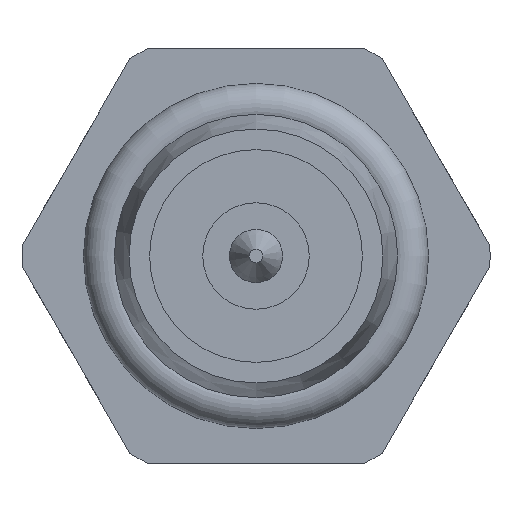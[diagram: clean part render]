
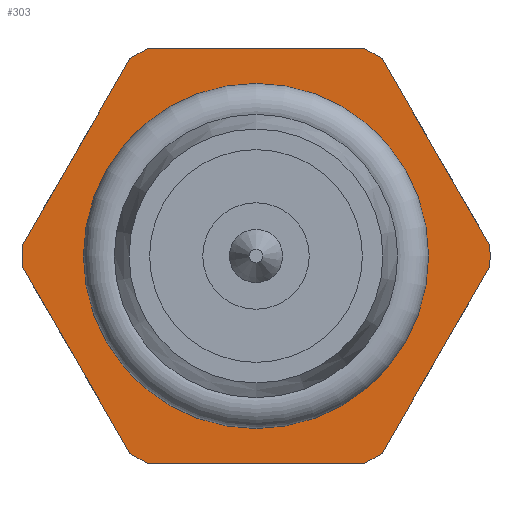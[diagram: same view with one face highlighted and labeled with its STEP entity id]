
A CAD part, left-side view. The second image highlights one B-rep face of the part: STEP entity #303.
In plain terms, the highlighted planar face has unit normal (-1, 0, 0).
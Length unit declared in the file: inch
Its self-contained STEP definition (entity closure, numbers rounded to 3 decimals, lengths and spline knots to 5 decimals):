
#9 = VECTOR ( 'NONE', #1419, 39.37008 ) ;
#10 = ORIENTED_EDGE ( 'NONE', *, *, #2344, .T. ) ;
#26 = CARTESIAN_POINT ( 'NONE',  ( 0.44742, 0.09483, -0.14825 ) ) ;
#71 = EDGE_CURVE ( 'NONE', #292, #202, #440, .T. ) ;
#116 = VERTEX_POINT ( 'NONE', #1031 ) ;
#124 = AXIS2_PLACEMENT_3D ( 'NONE', #180, #1313, #552 ) ;
#127 = CARTESIAN_POINT ( 'NONE',  ( 0.44742, 0.17598, 0.15625 ) ) ;
#129 = ORIENTED_EDGE ( 'NONE', *, *, #1208, .F. ) ;
#139 = CARTESIAN_POINT ( 'NONE',  ( 0.44742, -0.09483, -0.14825 ) ) ;
#146 = LINE ( 'NONE', #315, #1706 ) ;
#180 = CARTESIAN_POINT ( 'NONE',  ( 0.44742, 0., 0. ) ) ;
#189 = DIRECTION ( 'NONE',  ( -1., 0., 0. ) ) ;
#199 = VECTOR ( 'NONE', #742, 39.37008 ) ;
#201 = CIRCLE ( 'NONE', #1596, 0.17598 ) ;
#202 = VERTEX_POINT ( 'NONE', #139 ) ;
#219 = VERTEX_POINT ( 'NONE', #2080 ) ;
#292 = VERTEX_POINT ( 'NONE', #1716 ) ;
#295 = VERTEX_POINT ( 'NONE', #2322 ) ;
#303 = ADVANCED_FACE ( 'NONE', ( #1911, #1543 ), #800, .F. ) ;
#315 = CARTESIAN_POINT ( 'NONE',  ( 0.44742, 0.17931, -0.00192 ) ) ;
#335 = VERTEX_POINT ( 'NONE', #442 ) ;
#340 = LINE ( 'NONE', #2439, #199 ) ;
#379 = ORIENTED_EDGE ( 'NONE', *, *, #2202, .T. ) ;
#385 = ORIENTED_EDGE ( 'NONE', *, *, #1709, .F. ) ;
#409 = CARTESIAN_POINT ( 'NONE',  ( 0.44742, 0., 0. ) ) ;
#429 = CARTESIAN_POINT ( 'NONE',  ( 0.44742, 0.09483, 0.14825 ) ) ;
#431 = VERTEX_POINT ( 'NONE', #429 ) ;
#440 = CIRCLE ( 'NONE', #2135, 0.17598 ) ;
#442 = CARTESIAN_POINT ( 'NONE',  ( 0.44742, 0.08097, 0.15625 ) ) ;
#448 = VECTOR ( 'NONE', #1433, 39.37008 ) ;
#477 = DIRECTION ( 'NONE',  ( -1., 0., 0. ) ) ;
#479 = DIRECTION ( 'NONE',  ( 0., 0., 1. ) ) ;
#485 = AXIS2_PLACEMENT_3D ( 'NONE', #2207, #531, #1111 ) ;
#523 = CIRCLE ( 'NONE', #796, 0.17598 ) ;
#531 = DIRECTION ( 'NONE',  ( -1., 0., 0. ) ) ;
#549 = EDGE_CURVE ( 'NONE', #2037, #202, #702, .T. ) ;
#552 = DIRECTION ( 'NONE',  ( 0., 0., 1. ) ) ;
#650 = CARTESIAN_POINT ( 'NONE',  ( 0.44742, 0., 0. ) ) ;
#669 = EDGE_CURVE ( 'NONE', #335, #715, #843, .T. ) ;
#682 = VERTEX_POINT ( 'NONE', #1643 ) ;
#684 = AXIS2_PLACEMENT_3D ( 'NONE', #1558, #1923, #1582 ) ;
#699 = EDGE_CURVE ( 'NONE', #682, #715, #201, .T. ) ;
#702 = LINE ( 'NONE', #1015, #448 ) ;
#710 = LINE ( 'NONE', #889, #1865 ) ;
#715 = VERTEX_POINT ( 'NONE', #1040 ) ;
#742 = DIRECTION ( 'NONE',  ( 0., 1., 0. ) ) ;
#751 = DIRECTION ( 'NONE',  ( 0., 0., 1. ) ) ;
#796 = AXIS2_PLACEMENT_3D ( 'NONE', #650, #477, #1794 ) ;
#800 = PLANE ( 'NONE',  #684 ) ;
#830 = CIRCLE ( 'NONE', #1143, 0.17598 ) ;
#842 = EDGE_CURVE ( 'NONE', #2037, #295, #830, .T. ) ;
#843 = LINE ( 'NONE', #127, #9 ) ;
#871 = VECTOR ( 'NONE', #2238, 39.37008 ) ;
#889 = CARTESIAN_POINT ( 'NONE',  ( 0.44742, -0.09132, 0.15433 ) ) ;
#941 = ORIENTED_EDGE ( 'NONE', *, *, #2390, .F. ) ;
#958 = VERTEX_POINT ( 'NONE', #1730 ) ;
#976 = VERTEX_POINT ( 'NONE', #1368 ) ;
#1015 = CARTESIAN_POINT ( 'NONE',  ( 0.44742, -0.09132, -0.15433 ) ) ;
#1031 = CARTESIAN_POINT ( 'NONE',  ( 0.44742, 0.08097, -0.15625 ) ) ;
#1040 = CARTESIAN_POINT ( 'NONE',  ( 0.44742, -0.08097, 0.15625 ) ) ;
#1101 = EDGE_LOOP ( 'NONE', ( #2148, #10, #941, #2351, #2287, #2221, #1812, #1475, #2361, #2292, #385, #379 ) ) ;
#1105 = LINE ( 'NONE', #2391, #871 ) ;
#1111 = DIRECTION ( 'NONE',  ( 0., 0., 1. ) ) ;
#1143 = AXIS2_PLACEMENT_3D ( 'NONE', #409, #189, #751 ) ;
#1182 = DIRECTION ( 'NONE',  ( -1., 0., 0. ) ) ;
#1208 = EDGE_CURVE ( 'NONE', #219, #219, #1897, .T. ) ;
#1230 = CIRCLE ( 'NONE', #485, 0.17598 ) ;
#1241 = EDGE_CURVE ( 'NONE', #335, #431, #523, .T. ) ;
#1277 = DIRECTION ( 'NONE',  ( 0., -0.5, -0.866 ) ) ;
#1313 = DIRECTION ( 'NONE',  ( -1., 0., 0. ) ) ;
#1343 = CARTESIAN_POINT ( 'NONE',  ( 0.44742, 0., 0. ) ) ;
#1344 = EDGE_CURVE ( 'NONE', #1507, #976, #146, .T. ) ;
#1357 = DIRECTION ( 'NONE',  ( 0., 0., 1. ) ) ;
#1368 = CARTESIAN_POINT ( 'NONE',  ( 0.44742, 0.1758, -0.008 ) ) ;
#1386 = AXIS2_PLACEMENT_3D ( 'NONE', #1404, #2195, #1945 ) ;
#1404 = CARTESIAN_POINT ( 'NONE',  ( 0.44742, 0., 0. ) ) ;
#1419 = DIRECTION ( 'NONE',  ( 0., -1., 0. ) ) ;
#1433 = DIRECTION ( 'NONE',  ( 0., 0.5, -0.866 ) ) ;
#1475 = ORIENTED_EDGE ( 'NONE', *, *, #699, .T. ) ;
#1507 = VERTEX_POINT ( 'NONE', #26 ) ;
#1543 = FACE_OUTER_BOUND ( 'NONE', #1101, .T. ) ;
#1558 = CARTESIAN_POINT ( 'NONE',  ( 0.44742, 0.17598, 0. ) ) ;
#1582 = DIRECTION ( 'NONE',  ( 0., 1., 0. ) ) ;
#1596 = AXIS2_PLACEMENT_3D ( 'NONE', #2359, #2168, #479 ) ;
#1641 = DIRECTION ( 'NONE',  ( 0., 0.5, 0.866 ) ) ;
#1643 = CARTESIAN_POINT ( 'NONE',  ( 0.44742, -0.09483, 0.14825 ) ) ;
#1706 = VECTOR ( 'NONE', #1641, 39.37008 ) ;
#1709 = EDGE_CURVE ( 'NONE', #958, #431, #1105, .T. ) ;
#1716 = CARTESIAN_POINT ( 'NONE',  ( 0.44742, -0.08097, -0.15625 ) ) ;
#1730 = CARTESIAN_POINT ( 'NONE',  ( 0.44742, 0.1758, 0.008 ) ) ;
#1794 = DIRECTION ( 'NONE',  ( 0., 0., 1. ) ) ;
#1812 = ORIENTED_EDGE ( 'NONE', *, *, #2354, .F. ) ;
#1815 = EDGE_LOOP ( 'NONE', ( #129 ) ) ;
#1865 = VECTOR ( 'NONE', #1277, 39.37008 ) ;
#1897 = CIRCLE ( 'NONE', #1386, 0.125 ) ;
#1911 = FACE_BOUND ( 'NONE', #1815, .T. ) ;
#1923 = DIRECTION ( 'NONE',  ( 1., 0., 0. ) ) ;
#1945 = DIRECTION ( 'NONE',  ( 0., 0., 1. ) ) ;
#2037 = VERTEX_POINT ( 'NONE', #2196 ) ;
#2080 = CARTESIAN_POINT ( 'NONE',  ( 0.44742, 0., 0.125 ) ) ;
#2100 = CIRCLE ( 'NONE', #124, 0.17598 ) ;
#2135 = AXIS2_PLACEMENT_3D ( 'NONE', #1343, #1182, #1357 ) ;
#2148 = ORIENTED_EDGE ( 'NONE', *, *, #1344, .F. ) ;
#2168 = DIRECTION ( 'NONE',  ( -1., 0., 0. ) ) ;
#2195 = DIRECTION ( 'NONE',  ( -1., 0., 0. ) ) ;
#2196 = CARTESIAN_POINT ( 'NONE',  ( 0.44742, -0.1758, -0.008 ) ) ;
#2202 = EDGE_CURVE ( 'NONE', #958, #976, #2100, .T. ) ;
#2207 = CARTESIAN_POINT ( 'NONE',  ( 0.44742, 0., 0. ) ) ;
#2221 = ORIENTED_EDGE ( 'NONE', *, *, #842, .T. ) ;
#2238 = DIRECTION ( 'NONE',  ( 0., -0.5, 0.866 ) ) ;
#2287 = ORIENTED_EDGE ( 'NONE', *, *, #549, .F. ) ;
#2292 = ORIENTED_EDGE ( 'NONE', *, *, #1241, .T. ) ;
#2322 = CARTESIAN_POINT ( 'NONE',  ( 0.44742, -0.1758, 0.008 ) ) ;
#2344 = EDGE_CURVE ( 'NONE', #1507, #116, #1230, .T. ) ;
#2351 = ORIENTED_EDGE ( 'NONE', *, *, #71, .T. ) ;
#2354 = EDGE_CURVE ( 'NONE', #682, #295, #710, .T. ) ;
#2359 = CARTESIAN_POINT ( 'NONE',  ( 0.44742, 0., 0. ) ) ;
#2361 = ORIENTED_EDGE ( 'NONE', *, *, #669, .F. ) ;
#2390 = EDGE_CURVE ( 'NONE', #292, #116, #340, .T. ) ;
#2391 = CARTESIAN_POINT ( 'NONE',  ( 0.44742, 0.17931, 0.00192 ) ) ;
#2439 = CARTESIAN_POINT ( 'NONE',  ( 0.44742, 0.17598, -0.15625 ) ) ;
